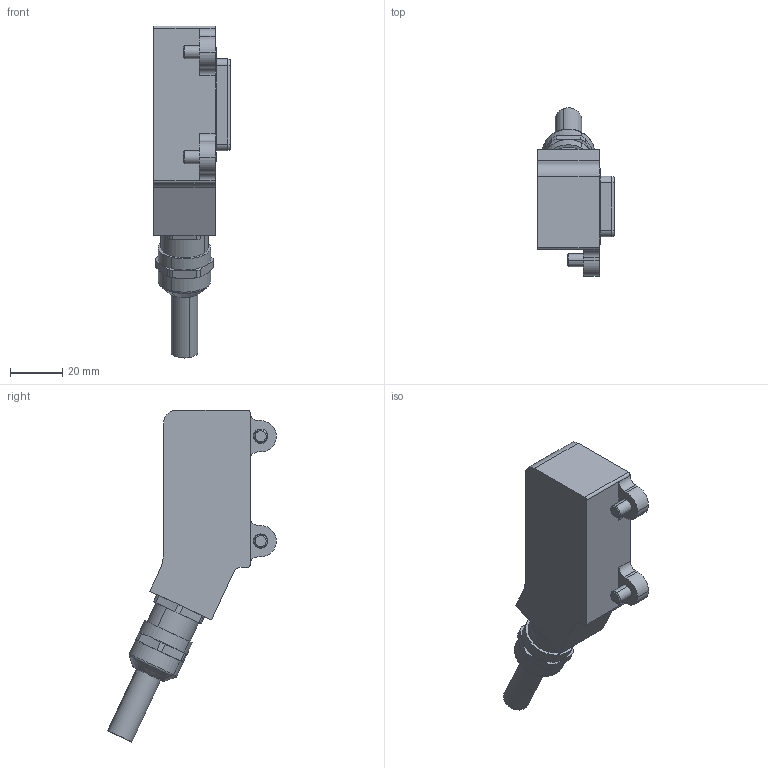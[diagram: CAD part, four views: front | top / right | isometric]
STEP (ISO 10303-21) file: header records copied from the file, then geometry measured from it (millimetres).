
FILE_DESCRIPTION (( 'STEP AP203' ), '1' );
FILE_NAME ('P1308.STEP', '2021-04-15T13:48:07', ( '' ), ( '' ), 'SwSTEP 2.0', 'SolidWorks 2019', '' );
FILE_SCHEMA (( 'CONFIG_CONTROL_DESIGN' ));
Length unit declared in the file: millimetre
Products named in the file (1): P1308
Bounding box: 29.3 x 64.31 x 126.56 mm (x, y, z)
Volume: 75805.9 mm3; surface area: 23122.9 mm2
Topology: 16 solids, 16 shells, 541 faces, 1215 edges, 732 vertices
Faces by surface type: cylinder 215, plane 152, cone 100, torus 74
Entity records: 15241 total; most frequent: CARTESIAN_POINT 2843, DIRECTION 2812, ORIENTED_EDGE 2386, EDGE_CURVE 1193, AXIS2_PLACEMENT_3D 1149, VERTEX_POINT 732, EDGE_LOOP 613, CIRCLE 607
